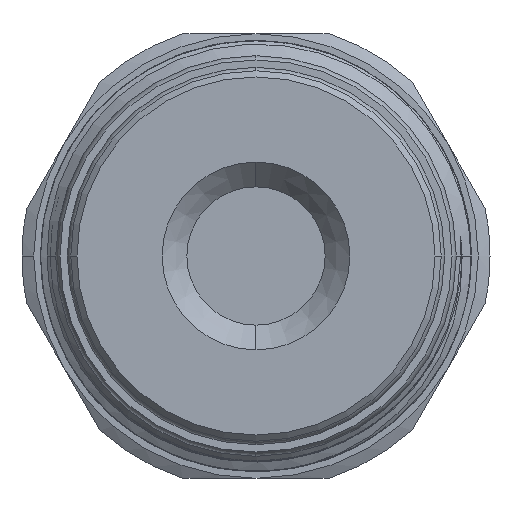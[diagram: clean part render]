
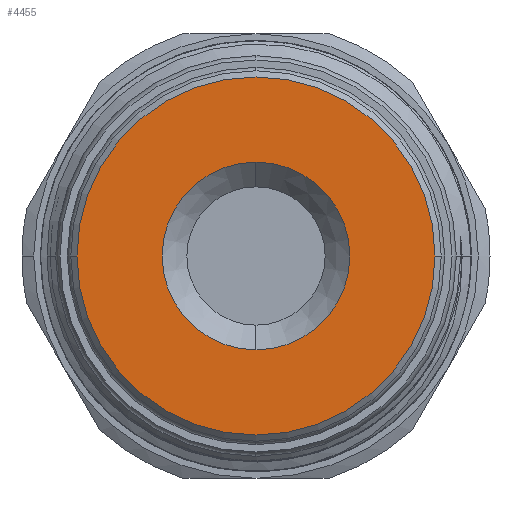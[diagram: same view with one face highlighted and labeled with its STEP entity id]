
A CAD part, left-side view. The second image highlights one B-rep face of the part: STEP entity #4455.
In plain terms, the highlighted planar face has unit normal (-1, 0, 0).
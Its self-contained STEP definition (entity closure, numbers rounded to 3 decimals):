
#711 = DIRECTION ( 'NONE',  ( 0., 1., 0. ) ) ;
#873 = DIRECTION ( 'NONE',  ( 0., 1., 0. ) ) ;
#915 = CARTESIAN_POINT ( 'NONE',  ( -30.774, -2.703, 0. ) ) ;
#1207 = CARTESIAN_POINT ( 'NONE',  ( -30.774, -2.703, -7.6 ) ) ;
#1375 = CARTESIAN_POINT ( 'NONE',  ( -30.774, -2.703, 7.6 ) ) ;
#1482 = EDGE_CURVE ( 'NONE', #7485, #19720, #14761, .T. ) ;
#1908 = ORIENTED_EDGE ( 'NONE', *, *, #16823, .T. ) ;
#2327 = AXIS2_PLACEMENT_3D ( 'NONE', #14273, #11356, #873 ) ;
#3677 = PLANE ( 'NONE',  #2327 ) ;
#3797 = ORIENTED_EDGE ( 'NONE', *, *, #17752, .T. ) ;
#4230 = DIRECTION ( 'NONE',  ( 0., 1., 0. ) ) ;
#4455 = ADVANCED_FACE ( 'NONE', ( #5276, #16436 ), #3677, .F. ) ;
#4570 = CIRCLE ( 'NONE', #18258, 7.6 ) ;
#4660 = DIRECTION ( 'NONE',  ( 0., 1., 0. ) ) ;
#5193 = VERTEX_POINT ( 'NONE', #1375 ) ;
#5276 = FACE_OUTER_BOUND ( 'NONE', #14262, .T. ) ;
#5693 = CIRCLE ( 'NONE', #5820, 14.5 ) ;
#5820 = AXIS2_PLACEMENT_3D ( 'NONE', #5936, #13366, #4230 ) ;
#5936 = CARTESIAN_POINT ( 'NONE',  ( -30.774, -2.703, 0. ) ) ;
#6850 = ORIENTED_EDGE ( 'NONE', *, *, #1482, .T. ) ;
#7046 = VERTEX_POINT ( 'NONE', #1207 ) ;
#7138 = CIRCLE ( 'NONE', #8326, 7.6 ) ;
#7485 = VERTEX_POINT ( 'NONE', #19521 ) ;
#8326 = AXIS2_PLACEMENT_3D ( 'NONE', #14671, #17956, #17691 ) ;
#9844 = DIRECTION ( 'NONE',  ( -1., 0., 0. ) ) ;
#10547 = AXIS2_PLACEMENT_3D ( 'NONE', #915, #9844, #711 ) ;
#11356 = DIRECTION ( 'NONE',  ( 1., 0., 0. ) ) ;
#12655 = ORIENTED_EDGE ( 'NONE', *, *, #19219, .T. ) ;
#13366 = DIRECTION ( 'NONE',  ( -1., 0., 0. ) ) ;
#13718 = CARTESIAN_POINT ( 'NONE',  ( -30.774, -2.703, 0. ) ) ;
#14262 = EDGE_LOOP ( 'NONE', ( #6850, #12655 ) ) ;
#14273 = CARTESIAN_POINT ( 'NONE',  ( -30.774, -2.703, 0. ) ) ;
#14671 = CARTESIAN_POINT ( 'NONE',  ( -30.774, -2.703, 0. ) ) ;
#14761 = CIRCLE ( 'NONE', #10547, 14.5 ) ;
#16436 = FACE_BOUND ( 'NONE', #18922, .T. ) ;
#16823 = EDGE_CURVE ( 'NONE', #5193, #7046, #4570, .T. ) ;
#17691 = DIRECTION ( 'NONE',  ( 0., 1., 0. ) ) ;
#17738 = CARTESIAN_POINT ( 'NONE',  ( -30.774, -17.203, 0. ) ) ;
#17752 = EDGE_CURVE ( 'NONE', #7046, #5193, #7138, .T. ) ;
#17956 = DIRECTION ( 'NONE',  ( 1., 0., 0. ) ) ;
#18258 = AXIS2_PLACEMENT_3D ( 'NONE', #13718, #18448, #4660 ) ;
#18448 = DIRECTION ( 'NONE',  ( 1., 0., 0. ) ) ;
#18922 = EDGE_LOOP ( 'NONE', ( #1908, #3797 ) ) ;
#19219 = EDGE_CURVE ( 'NONE', #19720, #7485, #5693, .T. ) ;
#19521 = CARTESIAN_POINT ( 'NONE',  ( -30.774, 11.797, 0. ) ) ;
#19720 = VERTEX_POINT ( 'NONE', #17738 ) ;
